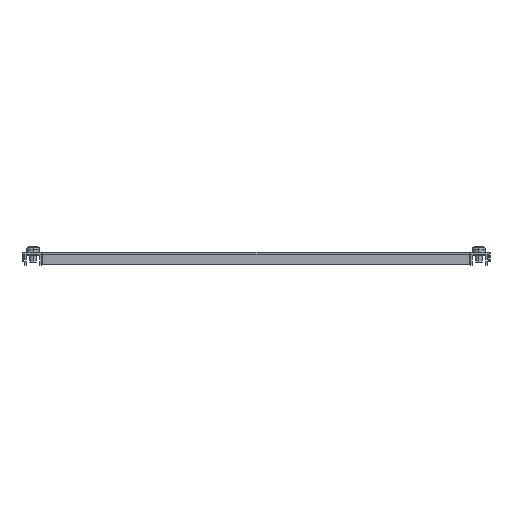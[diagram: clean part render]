
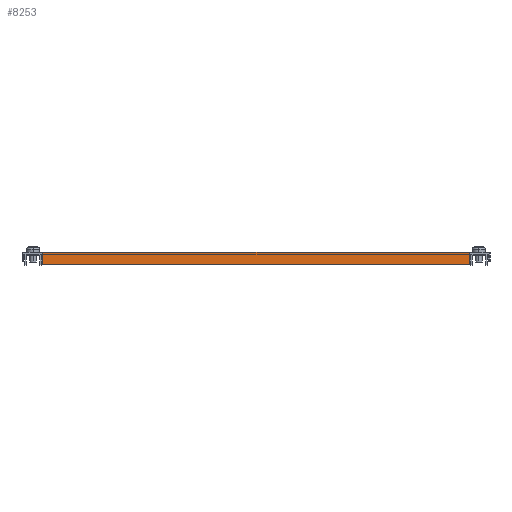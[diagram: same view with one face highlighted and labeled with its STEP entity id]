
A CAD part, left-side view. The second image highlights one B-rep face of the part: STEP entity #8253.
In plain terms, the highlighted planar face has unit normal (-1, 0, 0).
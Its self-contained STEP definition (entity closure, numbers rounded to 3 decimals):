
#54 = EDGE_CURVE ( 'NONE', #526, #1549, #2431, .T. ) ;
#77 = LINE ( 'NONE', #2054, #7448 ) ;
#131 = LINE ( 'NONE', #1409, #1477 ) ;
#526 = VERTEX_POINT ( 'NONE', #6775 ) ;
#1036 = ORIENTED_EDGE ( 'NONE', *, *, #1748, .T. ) ;
#1229 = EDGE_CURVE ( 'NONE', #526, #4892, #8077, .T. ) ;
#1409 = CARTESIAN_POINT ( 'NONE',  ( -320., 0., 11.5 ) ) ;
#1453 = PLANE ( 'NONE',  #4541 ) ;
#1470 = VERTEX_POINT ( 'NONE', #2035 ) ;
#1477 = VECTOR ( 'NONE', #6496, 1000. ) ;
#1530 = CARTESIAN_POINT ( 'NONE',  ( -320., 191.5, 0.75 ) ) ;
#1549 = VERTEX_POINT ( 'NONE', #3439 ) ;
#1572 = DIRECTION ( 'NONE',  ( 0., 0., 1. ) ) ;
#1586 = DIRECTION ( 'NONE',  ( 0., -1., 0. ) ) ;
#1748 = EDGE_CURVE ( 'NONE', #1470, #1549, #131, .T. ) ;
#1991 = VERTEX_POINT ( 'NONE', #4303 ) ;
#2035 = CARTESIAN_POINT ( 'NONE',  ( -320., -191.5, 11.5 ) ) ;
#2054 = CARTESIAN_POINT ( 'NONE',  ( -320., -191.5, 9. ) ) ;
#2056 = VECTOR ( 'NONE', #1572, 1000. ) ;
#2431 = LINE ( 'NONE', #4166, #7611 ) ;
#2785 = DIRECTION ( 'NONE',  ( 1., 0., 0. ) ) ;
#2819 = ORIENTED_EDGE ( 'NONE', *, *, #4940, .T. ) ;
#2834 = ORIENTED_EDGE ( 'NONE', *, *, #1229, .T. ) ;
#3439 = CARTESIAN_POINT ( 'NONE',  ( -320., 191.5, 11.5 ) ) ;
#3447 = CARTESIAN_POINT ( 'NONE',  ( -320., -191.5, 0.75 ) ) ;
#3660 = DIRECTION ( 'NONE',  ( 0., 0., 1. ) ) ;
#4166 = CARTESIAN_POINT ( 'NONE',  ( -320., 191.5, 11.5 ) ) ;
#4303 = CARTESIAN_POINT ( 'NONE',  ( -320., -191.5, 9. ) ) ;
#4541 = AXIS2_PLACEMENT_3D ( 'NONE', #6023, #2785, #6242 ) ;
#4656 = ORIENTED_EDGE ( 'NONE', *, *, #7565, .T. ) ;
#4892 = VERTEX_POINT ( 'NONE', #1530 ) ;
#4896 = ORIENTED_EDGE ( 'NONE', *, *, #8358, .T. ) ;
#4935 = VERTEX_POINT ( 'NONE', #3447 ) ;
#4940 = EDGE_CURVE ( 'NONE', #4935, #1991, #6652, .T. ) ;
#4976 = CARTESIAN_POINT ( 'NONE',  ( -320., 191.5, 11.5 ) ) ;
#5697 = VECTOR ( 'NONE', #6276, 1000. ) ;
#5887 = DIRECTION ( 'NONE',  ( 0., 0., 1. ) ) ;
#5898 = ORIENTED_EDGE ( 'NONE', *, *, #54, .F. ) ;
#6023 = CARTESIAN_POINT ( 'NONE',  ( -320., 0., 11.5 ) ) ;
#6242 = DIRECTION ( 'NONE',  ( 0., 0., -1. ) ) ;
#6276 = DIRECTION ( 'NONE',  ( 0., 0., -1. ) ) ;
#6496 = DIRECTION ( 'NONE',  ( 0., 1., 0. ) ) ;
#6652 = LINE ( 'NONE', #7936, #2056 ) ;
#6775 = CARTESIAN_POINT ( 'NONE',  ( -320., 191.5, 9. ) ) ;
#7448 = VECTOR ( 'NONE', #5887, 1000. ) ;
#7565 = EDGE_CURVE ( 'NONE', #1991, #1470, #77, .T. ) ;
#7611 = VECTOR ( 'NONE', #3660, 1000. ) ;
#7660 = EDGE_LOOP ( 'NONE', ( #2819, #4656, #1036, #5898, #2834, #4896 ) ) ;
#7936 = CARTESIAN_POINT ( 'NONE',  ( -320., -191.5, 11.5 ) ) ;
#7949 = FACE_OUTER_BOUND ( 'NONE', #7660, .T. ) ;
#7973 = VECTOR ( 'NONE', #1586, 1000. ) ;
#8077 = LINE ( 'NONE', #4976, #5697 ) ;
#8210 = CARTESIAN_POINT ( 'NONE',  ( -320., 0., 0.75 ) ) ;
#8246 = LINE ( 'NONE', #8210, #7973 ) ;
#8253 = ADVANCED_FACE ( 'NONE', ( #7949 ), #1453, .F. ) ;
#8358 = EDGE_CURVE ( 'NONE', #4892, #4935, #8246, .T. ) ;
